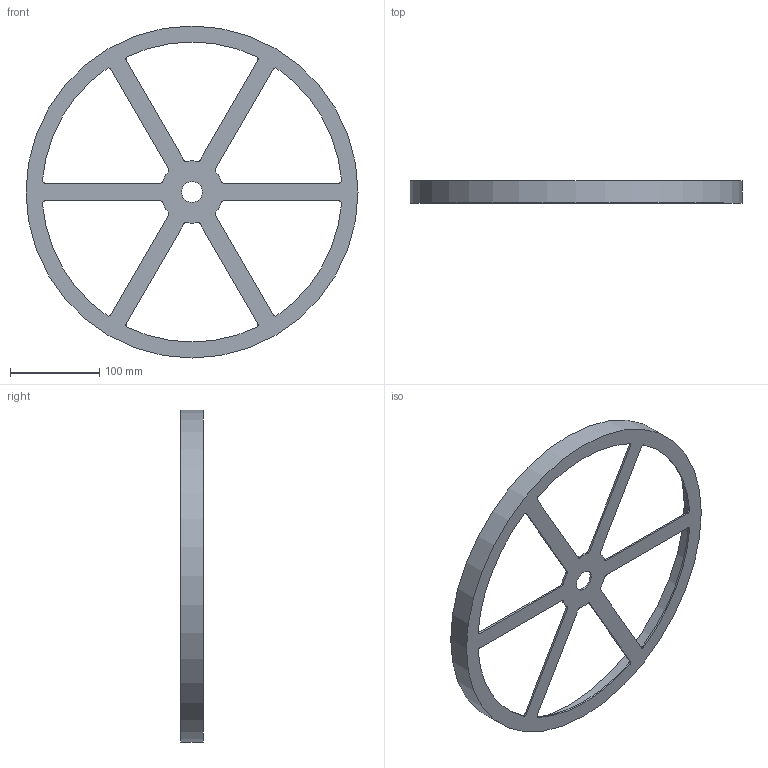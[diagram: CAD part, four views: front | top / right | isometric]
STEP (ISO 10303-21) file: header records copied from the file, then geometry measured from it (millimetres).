
FILE_DESCRIPTION (( 'STEP AP214' ), '1' );
FILE_NAME ('5403238.stp', '2023-04-11T13:48:02', ( '' ), ( '' ), 'SwSTEP 2.0', 'SolidWorks 2022', '' );
FILE_SCHEMA (( 'AUTOMOTIVE_DESIGN' ));
Length unit declared in the file: millimetre
Products named in the file (1): 5403238
Bounding box: 373 x 25 x 373 mm (x, y, z)
Volume: 132800.5 mm3; surface area: 140547.2 mm2
Topology: 1 solids, 1 shells, 54 faces, 153 edges, 102 vertices
Faces by surface type: cylinder 39, plane 15
Full cylindrical faces by diameter (mm): 23.5 x1, 369 x1, 373 x1
Entity records: 2436 total; most frequent: DIRECTION 338, CARTESIAN_POINT 307, ORIENTED_EDGE 300, EDGE_CURVE 150, AXIS2_PLACEMENT_3D 133, VERTEX_POINT 102, CIRCLE 78, EDGE_LOOP 72
